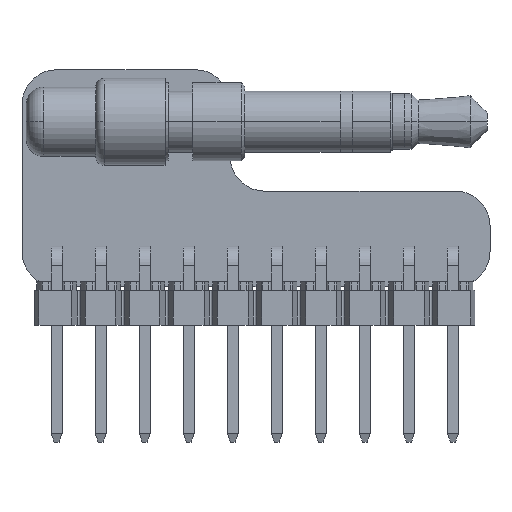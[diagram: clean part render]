
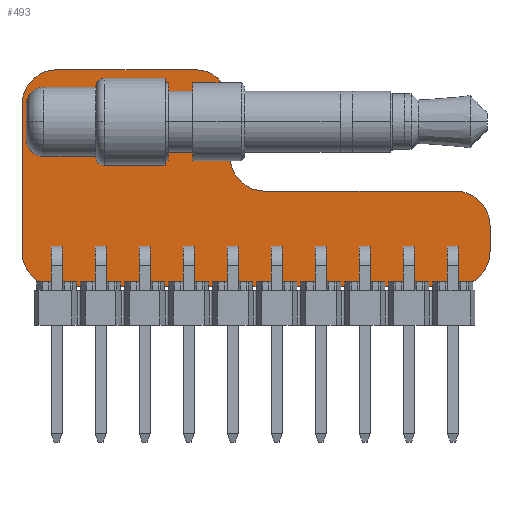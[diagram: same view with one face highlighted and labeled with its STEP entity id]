
A CAD part, top view. The second image highlights one B-rep face of the part: STEP entity #493.
In plain terms, the highlighted planar face has unit normal (0, 0, 1).
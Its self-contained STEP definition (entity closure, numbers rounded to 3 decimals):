
#96 = VERTEX_POINT('',#97);
#97 = CARTESIAN_POINT('',(0.,11.5,1.619));
#103 = EDGE_CURVE('',#96,#104,#106,.T.);
#104 = VERTEX_POINT('',#105);
#105 = CARTESIAN_POINT('',(0.,20.,1.619));
#106 = LINE('',#107,#108);
#107 = CARTESIAN_POINT('',(0.,11.5,1.619));
#108 = VECTOR('',#109,1.);
#109 = DIRECTION('',(0.,1.,0.));
#134 = EDGE_CURVE('',#104,#135,#137,.T.);
#135 = VERTEX_POINT('',#136);
#136 = CARTESIAN_POINT('',(2.,22.,1.619));
#137 = CIRCLE('',#138,2.001);
#138 = AXIS2_PLACEMENT_3D('',#139,#140,#141);
#139 = CARTESIAN_POINT('',(2.001,19.999,1.619));
#140 = DIRECTION('',(0.,0.,-1.));
#141 = DIRECTION('',(-1.,0.,0.));
#167 = EDGE_CURVE('',#135,#168,#170,.T.);
#168 = VERTEX_POINT('',#169);
#169 = CARTESIAN_POINT('',(10.,22.,1.619));
#170 = LINE('',#171,#172);
#171 = CARTESIAN_POINT('',(2.,22.,1.619));
#172 = VECTOR('',#173,1.);
#173 = DIRECTION('',(1.,0.,0.));
#198 = EDGE_CURVE('',#168,#199,#201,.T.);
#199 = VERTEX_POINT('',#200);
#200 = CARTESIAN_POINT('',(12.,20.,1.619));
#201 = CIRCLE('',#202,2.001);
#202 = AXIS2_PLACEMENT_3D('',#203,#204,#205);
#203 = CARTESIAN_POINT('',(9.999,19.999,1.619));
#204 = DIRECTION('',(0.,0.,-1.));
#205 = DIRECTION('',(0.,1.,0.));
#231 = EDGE_CURVE('',#199,#232,#234,.T.);
#232 = VERTEX_POINT('',#233);
#233 = CARTESIAN_POINT('',(12.,17.,1.619));
#234 = LINE('',#235,#236);
#235 = CARTESIAN_POINT('',(12.,20.,1.619));
#236 = VECTOR('',#237,1.);
#237 = DIRECTION('',(0.,-1.,0.));
#262 = EDGE_CURVE('',#232,#263,#265,.T.);
#263 = VERTEX_POINT('',#264);
#264 = CARTESIAN_POINT('',(14.,15.,1.619));
#265 = CIRCLE('',#266,2.001);
#266 = AXIS2_PLACEMENT_3D('',#267,#268,#269);
#267 = CARTESIAN_POINT('',(14.001,17.001,1.619));
#268 = DIRECTION('',(0.,0.,1.));
#269 = DIRECTION('',(-1.,0.,0.));
#295 = EDGE_CURVE('',#263,#296,#298,.T.);
#296 = VERTEX_POINT('',#297);
#297 = CARTESIAN_POINT('',(25.,15.,1.619));
#298 = LINE('',#299,#300);
#299 = CARTESIAN_POINT('',(14.,15.,1.619));
#300 = VECTOR('',#301,1.);
#301 = DIRECTION('',(1.,0.,0.));
#326 = EDGE_CURVE('',#296,#327,#329,.T.);
#327 = VERTEX_POINT('',#328);
#328 = CARTESIAN_POINT('',(27.,13.,1.619));
#329 = CIRCLE('',#330,2.001);
#330 = AXIS2_PLACEMENT_3D('',#331,#332,#333);
#331 = CARTESIAN_POINT('',(24.999,12.999,1.619));
#332 = DIRECTION('',(0.,0.,-1.));
#333 = DIRECTION('',(0.,1.,0.));
#359 = EDGE_CURVE('',#327,#360,#362,.T.);
#360 = VERTEX_POINT('',#361);
#361 = CARTESIAN_POINT('',(27.,11.5,1.619));
#362 = LINE('',#363,#364);
#363 = CARTESIAN_POINT('',(27.,13.,1.619));
#364 = VECTOR('',#365,1.);
#365 = DIRECTION('',(0.,-1.,0.));
#390 = EDGE_CURVE('',#360,#391,#393,.T.);
#391 = VERTEX_POINT('',#392);
#392 = CARTESIAN_POINT('',(25.,9.5,1.619));
#393 = CIRCLE('',#394,2.001);
#394 = AXIS2_PLACEMENT_3D('',#395,#396,#397);
#395 = CARTESIAN_POINT('',(24.999,11.501,1.619));
#396 = DIRECTION('',(0.,0.,-1.));
#397 = DIRECTION('',(1.,0.,0.));
#423 = EDGE_CURVE('',#391,#424,#426,.T.);
#424 = VERTEX_POINT('',#425);
#425 = CARTESIAN_POINT('',(2.,9.5,1.619));
#426 = LINE('',#427,#428);
#427 = CARTESIAN_POINT('',(25.,9.5,1.619));
#428 = VECTOR('',#429,1.);
#429 = DIRECTION('',(-1.,0.,0.));
#454 = EDGE_CURVE('',#424,#96,#455,.T.);
#455 = CIRCLE('',#456,2.001);
#456 = AXIS2_PLACEMENT_3D('',#457,#458,#459);
#457 = CARTESIAN_POINT('',(2.001,11.501,1.619));
#458 = DIRECTION('',(0.,0.,-1.));
#459 = DIRECTION('',(0.,-1.,-0.));
#493 = ADVANCED_FACE('',(#494),#508,.F.);
#494 = FACE_BOUND('',#495,.F.);
#495 = EDGE_LOOP('',(#496,#497,#498,#499,#500,#501,#502,#503,#504,#505,
    #506,#507));
#496 = ORIENTED_EDGE('',*,*,#103,.T.);
#497 = ORIENTED_EDGE('',*,*,#134,.T.);
#498 = ORIENTED_EDGE('',*,*,#167,.T.);
#499 = ORIENTED_EDGE('',*,*,#198,.T.);
#500 = ORIENTED_EDGE('',*,*,#231,.T.);
#501 = ORIENTED_EDGE('',*,*,#262,.T.);
#502 = ORIENTED_EDGE('',*,*,#295,.T.);
#503 = ORIENTED_EDGE('',*,*,#326,.T.);
#504 = ORIENTED_EDGE('',*,*,#359,.T.);
#505 = ORIENTED_EDGE('',*,*,#390,.T.);
#506 = ORIENTED_EDGE('',*,*,#423,.T.);
#507 = ORIENTED_EDGE('',*,*,#454,.T.);
#508 = PLANE('',#509);
#509 = AXIS2_PLACEMENT_3D('',#510,#511,#512);
#510 = CARTESIAN_POINT('',(12.11,14.342,1.619));
#511 = DIRECTION('',(-0.,-0.,-1.));
#512 = DIRECTION('',(-1.,0.,0.));
